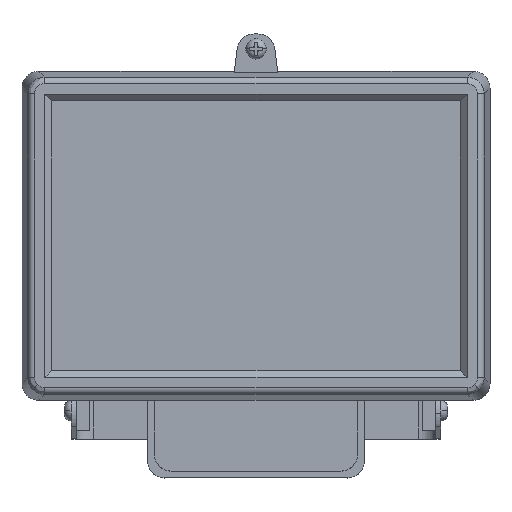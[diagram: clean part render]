
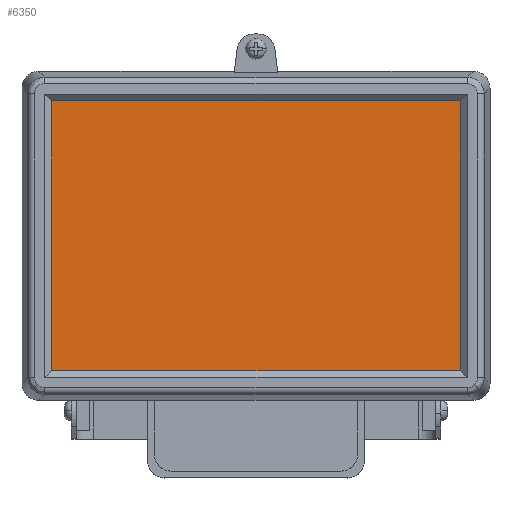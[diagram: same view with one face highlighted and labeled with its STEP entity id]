
A CAD part, top view. The second image highlights one B-rep face of the part: STEP entity #6350.
In plain terms, the highlighted planar face has unit normal (0, 0, 1).
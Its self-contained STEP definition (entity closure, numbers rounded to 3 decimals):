
#164 = VECTOR ( 'NONE', #5865, 1000. ) ;
#333 = CARTESIAN_POINT ( 'NONE',  ( -64.444, 43.944, 7. ) ) ;
#500 = CARTESIAN_POINT ( 'NONE',  ( 64.444, 43.944, 7. ) ) ;
#697 = EDGE_CURVE ( 'NONE', #5482, #8577, #2117, .T. ) ;
#996 = DIRECTION ( 'NONE',  ( -1., 0., 0. ) ) ;
#1424 = VECTOR ( 'NONE', #4737, 1000. ) ;
#1471 = LINE ( 'NONE', #3815, #9747 ) ;
#1921 = ORIENTED_EDGE ( 'NONE', *, *, #697, .T. ) ;
#2117 = LINE ( 'NONE', #7256, #2463 ) ;
#2266 = EDGE_LOOP ( 'NONE', ( #4088, #5645, #9021, #1921 ) ) ;
#2448 = FACE_OUTER_BOUND ( 'NONE', #2266, .T. ) ;
#2463 = VECTOR ( 'NONE', #8801, 1000. ) ;
#2518 = DIRECTION ( 'NONE',  ( 0., 0., -1. ) ) ;
#2664 = EDGE_CURVE ( 'NONE', #5969, #6533, #1471, .T. ) ;
#3680 = CARTESIAN_POINT ( 'NONE',  ( 64.444, -43.944, 7. ) ) ;
#3815 = CARTESIAN_POINT ( 'NONE',  ( -64.444, 43.944, 7. ) ) ;
#3903 = LINE ( 'NONE', #5446, #1424 ) ;
#4088 = ORIENTED_EDGE ( 'NONE', *, *, #7246, .T. ) ;
#4630 = EDGE_CURVE ( 'NONE', #6533, #5482, #3903, .T. ) ;
#4737 = DIRECTION ( 'NONE',  ( 0., -1., 0. ) ) ;
#5446 = CARTESIAN_POINT ( 'NONE',  ( -64.444, -43.944, 7. ) ) ;
#5482 = VERTEX_POINT ( 'NONE', #9370 ) ;
#5645 = ORIENTED_EDGE ( 'NONE', *, *, #2664, .T. ) ;
#5865 = DIRECTION ( 'NONE',  ( 0., 1., 0. ) ) ;
#5969 = VERTEX_POINT ( 'NONE', #500 ) ;
#6350 = ADVANCED_FACE ( 'NONE', ( #2448 ), #7773, .F. ) ;
#6533 = VERTEX_POINT ( 'NONE', #333 ) ;
#7175 = LINE ( 'NONE', #7333, #164 ) ;
#7246 = EDGE_CURVE ( 'NONE', #8577, #5969, #7175, .T. ) ;
#7256 = CARTESIAN_POINT ( 'NONE',  ( -64.444, -43.944, 7. ) ) ;
#7333 = CARTESIAN_POINT ( 'NONE',  ( 64.444, -43.944, 7. ) ) ;
#7773 = PLANE ( 'NONE',  #8884 ) ;
#8577 = VERTEX_POINT ( 'NONE', #3680 ) ;
#8801 = DIRECTION ( 'NONE',  ( 1., 0., 0. ) ) ;
#8884 = AXIS2_PLACEMENT_3D ( 'NONE', #9321, #2518, #996 ) ;
#9021 = ORIENTED_EDGE ( 'NONE', *, *, #4630, .T. ) ;
#9321 = CARTESIAN_POINT ( 'NONE',  ( 0., 0., 7. ) ) ;
#9370 = CARTESIAN_POINT ( 'NONE',  ( -64.444, -43.944, 7. ) ) ;
#9747 = VECTOR ( 'NONE', #9770, 1000. ) ;
#9770 = DIRECTION ( 'NONE',  ( -1., 0., 0. ) ) ;
